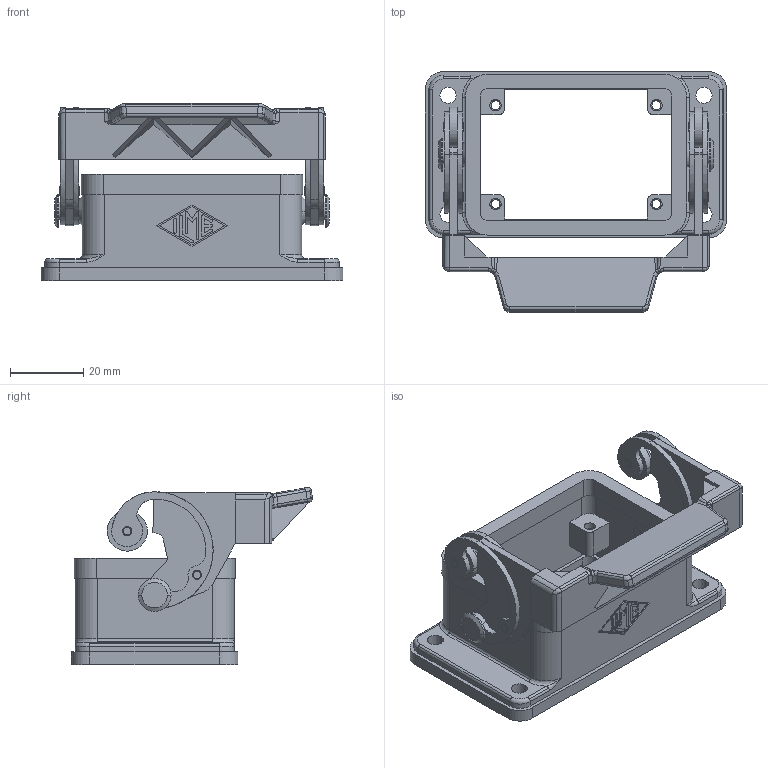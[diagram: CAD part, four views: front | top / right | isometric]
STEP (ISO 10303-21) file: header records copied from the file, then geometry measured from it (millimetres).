
FILE_DESCRIPTION((''),'2;1');
FILE_NAME('CHIW 06 L.stp','2006-12-20T17:16:41',('gembarski'),(''),'Autodesk Inventor 7','Autodesk Inventor 7','');
FILE_SCHEMA(('AUTOMOTIVE_DESIGN { 1 0 10303 214 1 1 1 1 }'));
Length unit declared in the file: millimetre
Products named in the file (1): CHIW 06 L
Bounding box: 82.5 x 65.95 x 48.42 mm (x, y, z)
Volume: 37027.1 mm3; surface area: 25359.3 mm2
Topology: 1 solids, 3 shells, 484 faces, 1279 edges, 822 vertices
Faces by surface type: plane 160, cylinder 152, bspline 150, torus 14, cone 4, sphere 4
Entity records: 18247 total; most frequent: CARTESIAN_POINT 6293, ORIENTED_EDGE 2536, DIRECTION 2470, EDGE_CURVE 1268, AXIS2_PLACEMENT_3D 893, VERTEX_POINT 822, VECTOR 684, LINE 684
